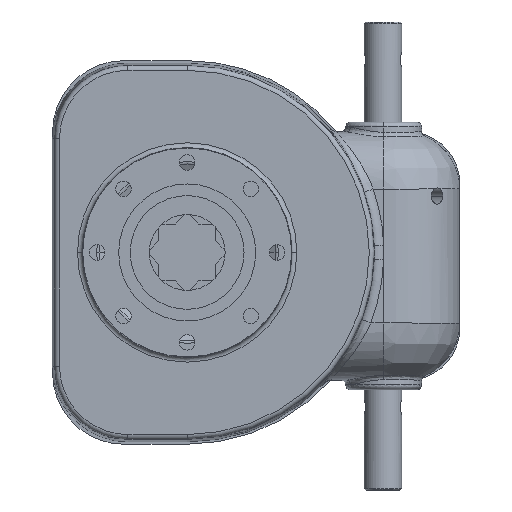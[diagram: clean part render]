
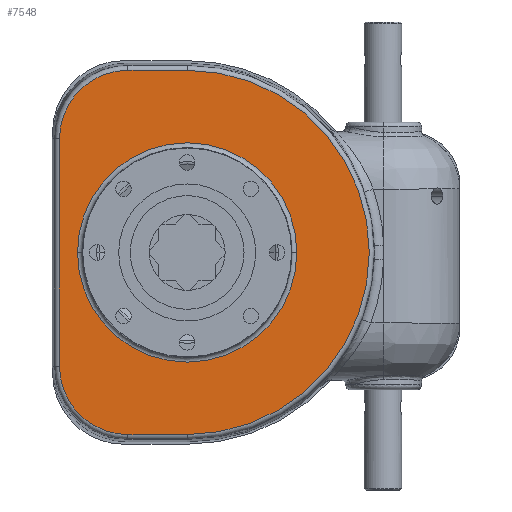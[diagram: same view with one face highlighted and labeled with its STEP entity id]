
A CAD part, front view. The second image highlights one B-rep face of the part: STEP entity #7548.
In plain terms, the highlighted planar face has unit normal (0, -1, 0).
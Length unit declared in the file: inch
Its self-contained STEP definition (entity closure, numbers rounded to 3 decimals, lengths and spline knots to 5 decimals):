
#2390=DIRECTION('',(-1.,0.,0.));
#2391=VECTOR('',#2390,0.78125);
#2392=CARTESIAN_POINT('',(0.,-1.3125,2.40426));
#2393=LINE('',#2392,#2391);
#2394=CARTESIAN_POINT('',(0.,-1.3125,0.));
#2395=DIRECTION('',(0.,-1.,0.));
#2396=DIRECTION('',(0.,0.,-1.));
#2397=AXIS2_PLACEMENT_3D('',#2394,#2395,#2396);
#2399=DIRECTION('',(1.,0.,0.));
#2400=VECTOR('',#2399,0.78125);
#2401=CARTESIAN_POINT('',(-0.78125,-1.3125,-2.40426));
#2402=LINE('',#2401,#2400);
#2403=CARTESIAN_POINT('',(-0.78125,-1.3125,-1.5));
#2404=DIRECTION('',(0.,-1.,0.));
#2405=DIRECTION('',(-1.,0.,0.));
#2406=AXIS2_PLACEMENT_3D('',#2403,#2404,#2405);
#2408=DIRECTION('',(0.,0.,-1.));
#2409=VECTOR('',#2408,3.);
#2410=CARTESIAN_POINT('',(-1.68551,-1.3125,1.5));
#2411=LINE('',#2410,#2409);
#2412=CARTESIAN_POINT('',(-0.78125,-1.3125,1.5));
#2413=DIRECTION('',(0.,-1.,0.));
#2414=DIRECTION('',(0.,0.,1.));
#2415=AXIS2_PLACEMENT_3D('',#2412,#2413,#2414);
#2417=CARTESIAN_POINT('',(0.,-1.3125,0.));
#2418=DIRECTION('',(0.,-1.,0.));
#2419=DIRECTION('',(1.,0.,0.));
#2420=AXIS2_PLACEMENT_3D('',#2417,#2418,#2419);
#2422=CARTESIAN_POINT('',(0.,-1.3125,0.));
#2423=DIRECTION('',(0.,-1.,0.));
#2424=DIRECTION('',(-1.,0.,0.));
#2425=AXIS2_PLACEMENT_3D('',#2422,#2423,#2424);
#3567=CARTESIAN_POINT('',(0.,-1.3125,2.40426));
#3568=CARTESIAN_POINT('',(-0.78125,-1.3125,2.40426));
#3569=VERTEX_POINT('',#3567);
#3570=VERTEX_POINT('',#3568);
#3575=CARTESIAN_POINT('',(-1.68551,-1.3125,1.5));
#3576=VERTEX_POINT('',#3575);
#3579=CARTESIAN_POINT('',(-1.68551,-1.3125,-1.5));
#3580=VERTEX_POINT('',#3579);
#3583=CARTESIAN_POINT('',(-0.78125,-1.3125,-2.40426));
#3584=VERTEX_POINT('',#3583);
#3587=CARTESIAN_POINT('',(0.,-1.3125,-2.40426));
#3588=VERTEX_POINT('',#3587);
#3591=CARTESIAN_POINT('',(1.44783,-1.3125,0.));
#3592=CARTESIAN_POINT('',(-1.44783,-1.3125,0.));
#3593=VERTEX_POINT('',#3591);
#3594=VERTEX_POINT('',#3592);
#7524=CARTESIAN_POINT('',(0.09756,-1.3125,0.));
#7525=DIRECTION('',(0.,-1.,0.));
#7526=DIRECTION('',(0.,0.,-1.));
#7527=AXIS2_PLACEMENT_3D('',#7524,#7525,#7526);
#7528=PLANE('',#7527);
#7530=ORIENTED_EDGE('',*,*,#7529,.F.);
#7532=ORIENTED_EDGE('',*,*,#7531,.F.);
#7534=ORIENTED_EDGE('',*,*,#7533,.F.);
#7536=ORIENTED_EDGE('',*,*,#7535,.F.);
#7538=ORIENTED_EDGE('',*,*,#7537,.F.);
#7540=ORIENTED_EDGE('',*,*,#7539,.F.);
#7541=EDGE_LOOP('',(#7530,#7532,#7534,#7536,#7538,#7540));
#7542=FACE_OUTER_BOUND('',#7541,.F.);
#7543=ORIENTED_EDGE('',*,*,#7514,.T.);
#7545=ORIENTED_EDGE('',*,*,#7544,.T.);
#7546=EDGE_LOOP('',(#7543,#7545));
#7547=FACE_BOUND('',#7546,.F.);
#2398=CIRCLE('',#2397,2.40426);
#2407=CIRCLE('',#2406,0.90426);
#2416=CIRCLE('',#2415,0.90426);
#2421=CIRCLE('',#2420,1.44783);
#2426=CIRCLE('',#2425,1.44783);
#7514=EDGE_CURVE('',#3593,#3594,#2421,.T.);
#7529=EDGE_CURVE('',#3569,#3570,#2393,.T.);
#7531=EDGE_CURVE('',#3588,#3569,#2398,.T.);
#7533=EDGE_CURVE('',#3584,#3588,#2402,.T.);
#7535=EDGE_CURVE('',#3580,#3584,#2407,.T.);
#7537=EDGE_CURVE('',#3576,#3580,#2411,.T.);
#7539=EDGE_CURVE('',#3570,#3576,#2416,.T.);
#7544=EDGE_CURVE('',#3594,#3593,#2426,.T.);
#7548=ADVANCED_FACE('',(#7542,#7547),#7528,.T.);
